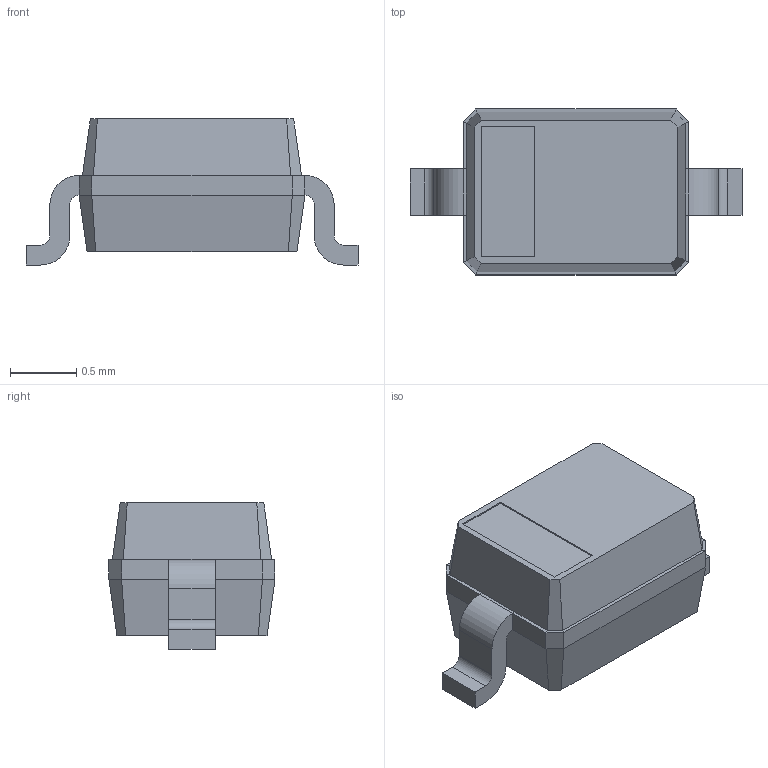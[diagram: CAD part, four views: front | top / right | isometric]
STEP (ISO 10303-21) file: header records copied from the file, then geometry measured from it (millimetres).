
FILE_DESCRIPTION(/* description */ ('model of D_SOD-323'),/* implementation_level */ '2;1');
FILE_NAME(/* name */ 'D_SOD-323.step',/* time_stamp */ '2017-12-17T18:24:20',/* author */ ('kicad StepUp','ksu'),/* organization */ ('FreeCAD'),/* preprocessor_version */ 'OCC',/* originating_system */ 'kicad StepUp',/* authorisation */ '');
FILE_SCHEMA(('AUTOMOTIVE_DESIGN { 1 0 10303 214 1 1 1 1 }'));
Length unit declared in the file: millimetre
Products named in the file (1): D_SOD_323
Bounding box: 2.5 x 1.25 x 1.1 mm (x, y, z)
Volume: 2 mm3; surface area: 10.7 mm2
Topology: 1 solids, 1 shells, 67 faces, 156 edges, 92 vertices
Faces by surface type: plane 33, bspline 26, cylinder 8
Entity records: 1248 total; most frequent: ORIENTED_EDGE 270, EDGE_CURVE 156, CARTESIAN_POINT 113, LINE 100, VERTEX_POINT 92, FACE_BOUND 68, EDGE_LOOP 68, ADVANCED_FACE 67
